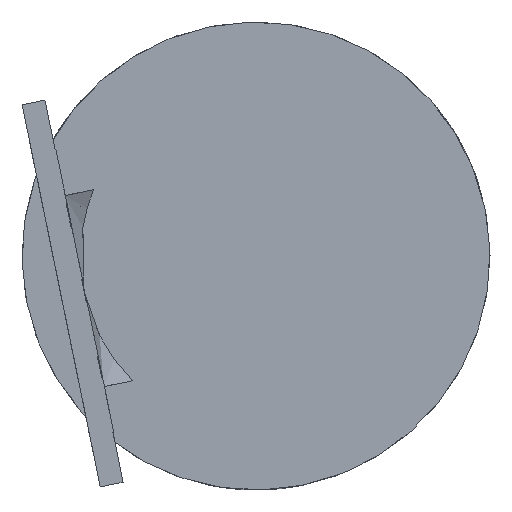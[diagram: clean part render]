
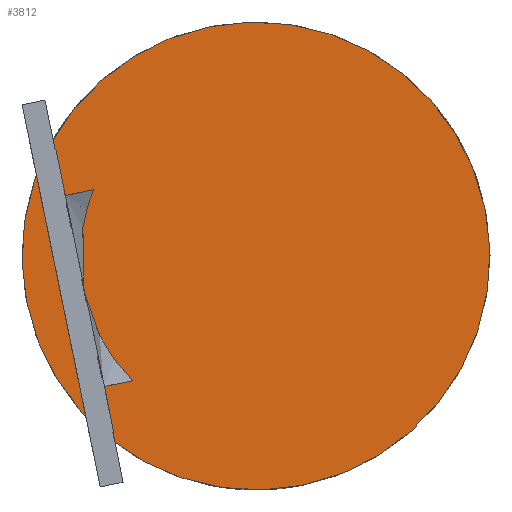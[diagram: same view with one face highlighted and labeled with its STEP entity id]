
A CAD part, left-side view. The second image highlights one B-rep face of the part: STEP entity #3812.
In plain terms, the highlighted planar face has unit normal (-1, 0, 0).
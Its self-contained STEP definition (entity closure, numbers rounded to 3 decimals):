
#95=B_SPLINE_CURVE_WITH_KNOTS('',3,(#6581,#6582,#6583,#6584,#6585),
 .UNSPECIFIED.,.F.,.F.,(4,1,4),(0.,0.5,1.),.UNSPECIFIED.);
#97=B_SPLINE_CURVE_WITH_KNOTS('',3,(#6618,#6619,#6620,#6621,#6622),
 .UNSPECIFIED.,.F.,.F.,(4,1,4),(0.,0.5,1.),.UNSPECIFIED.);
#254=FACE_BOUND('',#1302,.T.);
#435=LINE('',#6631,#724);
#436=LINE('',#6632,#725);
#724=VECTOR('',#4904,0.119);
#725=VECTOR('',#4905,0.119);
#1007=FACE_OUTER_BOUND('',#1301,.T.);
#1301=EDGE_LOOP('',(#2957));
#1302=EDGE_LOOP('',(#2958,#2959,#2960,#2961));
#1486=CIRCLE('',#4138,3.);
#1749=VERTEX_POINT('',#6579);
#1750=VERTEX_POINT('',#6580);
#1756=VERTEX_POINT('',#6616);
#1757=VERTEX_POINT('',#6617);
#1758=VERTEX_POINT('',#6626);
#2181=EDGE_CURVE('',#1749,#1750,#95,.T.);
#2191=EDGE_CURVE('',#1756,#1757,#97,.T.);
#2194=EDGE_CURVE('',#1758,#1758,#1486,.T.);
#2196=EDGE_CURVE('',#1750,#1756,#435,.T.);
#2197=EDGE_CURVE('',#1757,#1749,#436,.T.);
#2957=ORIENTED_EDGE('',*,*,#2194,.F.);
#2958=ORIENTED_EDGE('',*,*,#2196,.F.);
#2959=ORIENTED_EDGE('',*,*,#2181,.F.);
#2960=ORIENTED_EDGE('',*,*,#2197,.F.);
#2961=ORIENTED_EDGE('',*,*,#2191,.F.);
#3376=PLANE('',#4140);
#3812=ADVANCED_FACE('',(#1007,#254),#3376,.T.);
#4138=AXIS2_PLACEMENT_3D('',#6627,#4898,#4899);
#4140=AXIS2_PLACEMENT_3D('',#6630,#4902,#4903);
#4898=DIRECTION('center_axis',(1.,0.,0.));
#4899=DIRECTION('ref_axis',(0.,0.98,-0.2));
#4902=DIRECTION('center_axis',(-1.,0.,0.));
#4903=DIRECTION('ref_axis',(0.,-0.98,0.2));
#4904=DIRECTION('',(0.,0.98,-0.2));
#4905=DIRECTION('',(0.,-0.98,0.2));
#6579=CARTESIAN_POINT('',(-20.5,1.583,-1.599));
#6580=CARTESIAN_POINT('',(-20.5,2.083,0.85));
#6581=CARTESIAN_POINT('Ctrl Pts',(-20.5,1.583,-1.599));
#6582=CARTESIAN_POINT('Ctrl Pts',(-20.5,1.897,-1.289));
#6583=CARTESIAN_POINT('Ctrl Pts',(-20.5,2.335,-0.477));
#6584=CARTESIAN_POINT('Ctrl Pts',(-20.5,2.25,0.441));
#6585=CARTESIAN_POINT('Ctrl Pts',(-20.5,2.083,0.85));
#6616=CARTESIAN_POINT('',(-20.5,2.2,0.826));
#6617=CARTESIAN_POINT('',(-20.5,1.699,-1.623));
#6618=CARTESIAN_POINT('Ctrl Pts',(-20.5,2.2,0.826));
#6619=CARTESIAN_POINT('Ctrl Pts',(-20.5,2.354,0.415));
#6620=CARTESIAN_POINT('Ctrl Pts',(-20.5,2.426,-0.496));
#6621=CARTESIAN_POINT('Ctrl Pts',(-20.5,2.003,-1.306));
#6622=CARTESIAN_POINT('Ctrl Pts',(-20.5,1.699,-1.623));
#6626=CARTESIAN_POINT('',(-20.5,2.939,-0.601));
#6627=CARTESIAN_POINT('Origin',(-20.5,0.,0.));
#6630=CARTESIAN_POINT('Origin',(-20.5,0.,0.));
#6631=CARTESIAN_POINT('',(-20.5,2.083,0.85));
#6632=CARTESIAN_POINT('',(-20.5,1.699,-1.623));
